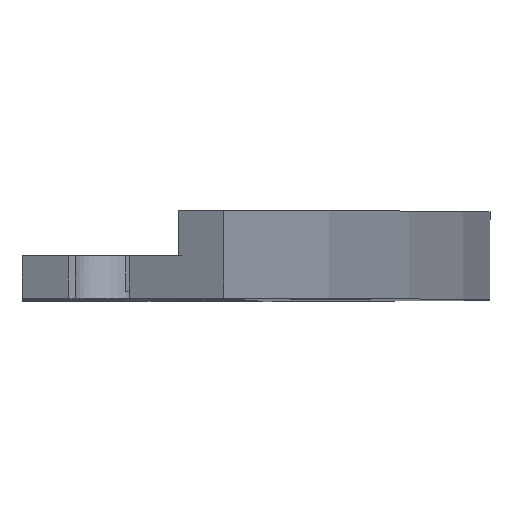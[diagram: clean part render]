
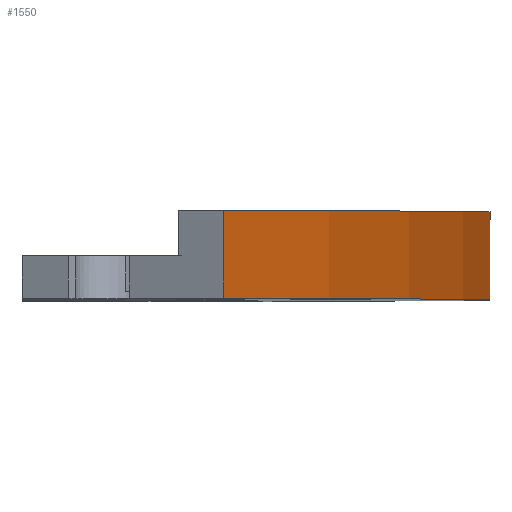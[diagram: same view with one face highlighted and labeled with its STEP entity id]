
A CAD part, top view. The second image highlights one B-rep face of the part: STEP entity #1550.
In plain terms, the highlighted cylindrical face has radius 169.6 mm (diameter 339.2 mm), a partial arc.
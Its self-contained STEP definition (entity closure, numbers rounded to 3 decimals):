
#16 = CARTESIAN_POINT ( 'NONE',  ( 146.878, 7.4, -84.8 ) ) ;
#21 = DIRECTION ( 'NONE',  ( 0., -1., 0. ) ) ;
#69 = ORIENTED_EDGE ( 'NONE', *, *, #1576, .F. ) ;
#84 = EDGE_CURVE ( 'NONE', #627, #711, #1542, .T. ) ;
#86 = CARTESIAN_POINT ( 'NONE',  ( 0., 7.4, 0. ) ) ;
#145 = VECTOR ( 'NONE', #1604, 1000. ) ;
#254 = AXIS2_PLACEMENT_3D ( 'NONE', #302, #426, #568 ) ;
#286 = CARTESIAN_POINT ( 'NONE',  ( 146.878, 3.6, 84.8 ) ) ;
#302 = CARTESIAN_POINT ( 'NONE',  ( 0., 3.6, 0. ) ) ;
#342 = CIRCLE ( 'NONE', #797, 169.6 ) ;
#363 = DIRECTION ( 'NONE',  ( 0., 1., 0. ) ) ;
#415 = ORIENTED_EDGE ( 'NONE', *, *, #1391, .T. ) ;
#426 = DIRECTION ( 'NONE',  ( 0., -1., 0. ) ) ;
#539 = ORIENTED_EDGE ( 'NONE', *, *, #84, .T. ) ;
#553 = CARTESIAN_POINT ( 'NONE',  ( 0., 0., 0. ) ) ;
#568 = DIRECTION ( 'NONE',  ( 0., 0., -1. ) ) ;
#605 = CARTESIAN_POINT ( 'NONE',  ( 146.878, 0., 84.8 ) ) ;
#608 = DIRECTION ( 'NONE',  ( 0., 0., 1. ) ) ;
#627 = VERTEX_POINT ( 'NONE', #605 ) ;
#711 = VERTEX_POINT ( 'NONE', #1212 ) ;
#742 = CARTESIAN_POINT ( 'NONE',  ( 146.878, 7.4, 84.8 ) ) ;
#775 = DIRECTION ( 'NONE',  ( 0., 1., 0. ) ) ;
#797 = AXIS2_PLACEMENT_3D ( 'NONE', #86, #363, #608 ) ;
#820 = ORIENTED_EDGE ( 'NONE', *, *, #1005, .F. ) ;
#826 = LINE ( 'NONE', #1226, #954 ) ;
#845 = EDGE_LOOP ( 'NONE', ( #539, #69, #820, #415 ) ) ;
#951 = LINE ( 'NONE', #286, #145 ) ;
#954 = VECTOR ( 'NONE', #21, 1000. ) ;
#971 = CYLINDRICAL_SURFACE ( 'NONE', #254, 169.6 ) ;
#1005 = EDGE_CURVE ( 'NONE', #1356, #1726, #342, .T. ) ;
#1089 = FACE_OUTER_BOUND ( 'NONE', #845, .T. ) ;
#1212 = CARTESIAN_POINT ( 'NONE',  ( 146.878, 0., -84.8 ) ) ;
#1219 = DIRECTION ( 'NONE',  ( 0., 0., 1. ) ) ;
#1226 = CARTESIAN_POINT ( 'NONE',  ( 146.878, 3.6, -84.8 ) ) ;
#1356 = VERTEX_POINT ( 'NONE', #742 ) ;
#1380 = AXIS2_PLACEMENT_3D ( 'NONE', #553, #775, #1219 ) ;
#1391 = EDGE_CURVE ( 'NONE', #1356, #627, #951, .T. ) ;
#1542 = CIRCLE ( 'NONE', #1380, 169.6 ) ;
#1550 = ADVANCED_FACE ( 'NONE', ( #1089 ), #971, .T. ) ;
#1576 = EDGE_CURVE ( 'NONE', #1726, #711, #826, .T. ) ;
#1604 = DIRECTION ( 'NONE',  ( 0., -1., 0. ) ) ;
#1726 = VERTEX_POINT ( 'NONE', #16 ) ;
